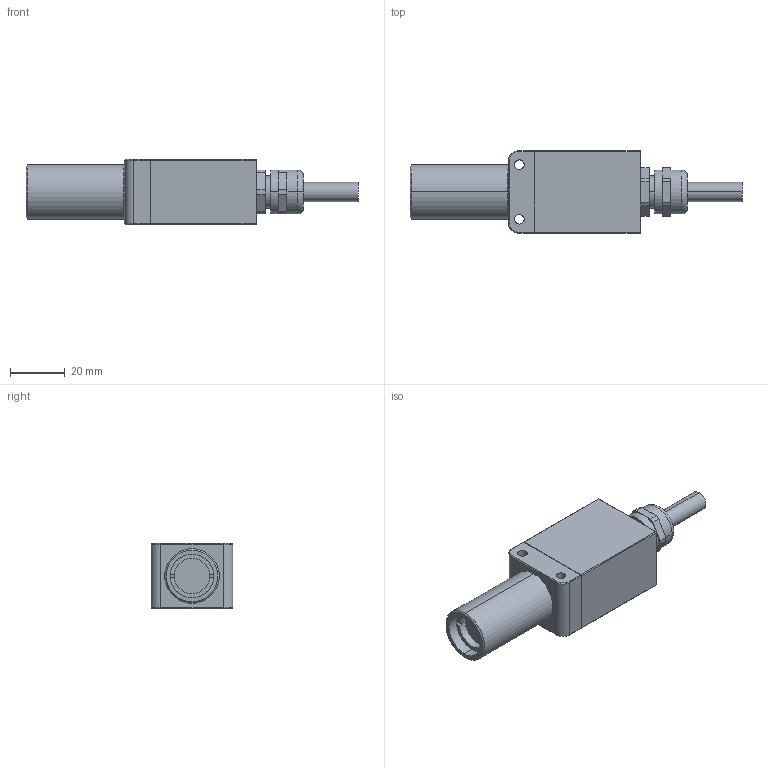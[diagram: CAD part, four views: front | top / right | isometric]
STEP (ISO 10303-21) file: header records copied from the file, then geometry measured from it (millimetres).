
FILE_DESCRIPTION(/* description */ ('VariCAD 2015-1.09 AP-214'),/* implementation_level */ '2;1');
FILE_NAME(/* name */ 'TMHX-C2b.stp',/* time_stamp */ '2015-05-26T09:07:07+09:00',/* author */ (''),/* organization */ (''),/* preprocessor_version */ 'ST-DEVELOPER v14',/* originating_system */ 'VariCAD 2015-1.09; kernel version (20130303)',/* authorisation */ '');
FILE_SCHEMA (('AUTOMOTIVE_DESIGN'));
Length unit declared in the file: millimetre
Products named in the file (2): TMHX-C2b
Assembly tree (1 placements, depth 2):
  TMHX-C2b
    TMHX-C2b
Bounding box: 121.5 x 30 x 24 mm (x, y, z)
Volume: 48355.8 mm3; surface area: 11287.1 mm2
Topology: 1 solids, 1 shells, 170 faces, 416 edges, 258 vertices
Faces by surface type: plane 104, cylinder 32, cone 28, torus 6
Entity records: 5078 total; most frequent: CARTESIAN_POINT 1004, DIRECTION 852, ORIENTED_EDGE 824, EDGE_CURVE 412, AXIS2_PLACEMENT_3D 298, VERTEX_POINT 258, LINE 256, VECTOR 256
